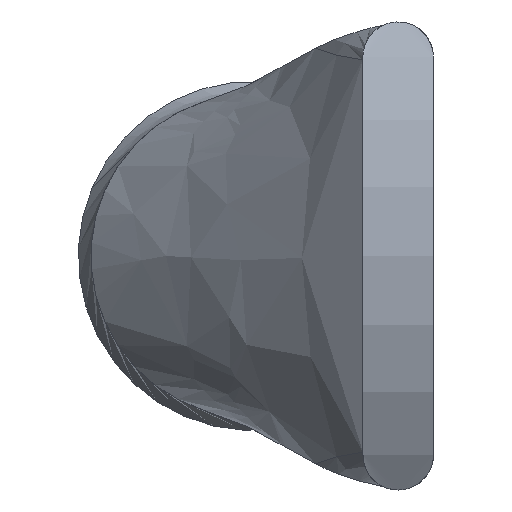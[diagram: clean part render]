
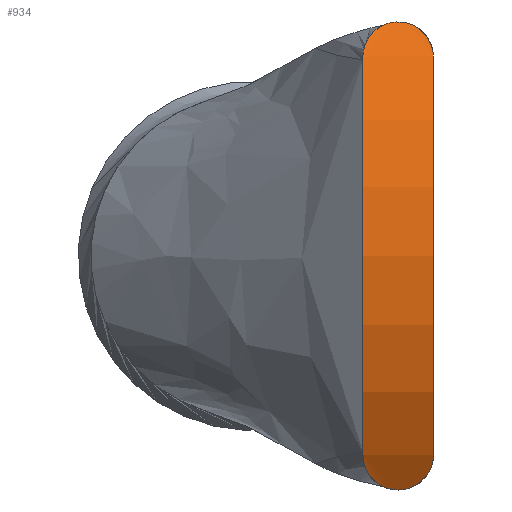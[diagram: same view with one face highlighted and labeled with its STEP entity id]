
A CAD part, left-side view. The second image highlights one B-rep face of the part: STEP entity #934.
In plain terms, the highlighted cylindrical face has radius 16.371 mm (diameter 32.741 mm), a partial arc.
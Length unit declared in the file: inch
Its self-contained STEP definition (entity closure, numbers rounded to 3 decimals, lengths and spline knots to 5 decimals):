
#44 = CARTESIAN_POINT ( 'NONE',  ( 0.20451, 0.055, 0. ) ) ;
#106 = CARTESIAN_POINT ( 'NONE',  ( -0.32705, 0.00788, -0.36447 ) ) ;
#127 = CARTESIAN_POINT ( 'NONE',  ( -0.36055, 0.055, -0.31 ) ) ;
#149 = CARTESIAN_POINT ( 'NONE',  ( -0.32726, 0.00978, -0.36416 ) ) ;
#162 = CARTESIAN_POINT ( 'NONE',  ( -0.33224, 0.02912, 0.3568 ) ) ;
#185 = CARTESIAN_POINT ( 'NONE',  ( 0.20451, 0.055, 0. ) ) ;
#189 = EDGE_CURVE ( 'NONE', #4285, #3782, #1167, .T. ) ;
#252 = CARTESIAN_POINT ( 'NONE',  ( -0.33502, 0.03501, 0.35257 ) ) ;
#330 = DIRECTION ( 'NONE',  ( 0., -1., 0. ) ) ;
#375 = ORIENTED_EDGE ( 'NONE', *, *, #4357, .T. ) ;
#483 = CARTESIAN_POINT ( 'NONE',  ( -0.35107, 0.05251, -0.32671 ) ) ;
#518 = CARTESIAN_POINT ( 'NONE',  ( -0.35867, -0.055, 0.31343 ) ) ;
#554 = CARTESIAN_POINT ( 'NONE',  ( -0.32809, -0.01537, -0.36295 ) ) ;
#560 = CARTESIAN_POINT ( 'NONE',  ( -0.34005, -0.04278, 0.34475 ) ) ;
#577 = CARTESIAN_POINT ( 'NONE',  ( -0.35292, -0.05373, -0.32361 ) ) ;
#599 = CARTESIAN_POINT ( 'NONE',  ( -0.35679, -0.055, -0.31686 ) ) ;
#603 = CARTESIAN_POINT ( 'NONE',  ( -0.34539, -0.0485, 0.33617 ) ) ;
#633 = AXIS2_PLACEMENT_3D ( 'NONE', #4574, #4551, #1333 ) ;
#682 = FACE_OUTER_BOUND ( 'NONE', #1254, .T. ) ;
#850 = CARTESIAN_POINT ( 'NONE',  ( -0.34002, 0.04273, -0.34481 ) ) ;
#887 = CARTESIAN_POINT ( 'NONE',  ( -0.36055, -0.055, 0.31 ) ) ;
#904 = CARTESIAN_POINT ( 'NONE',  ( -0.33227, -0.02921, -0.35674 ) ) ;
#910 = CARTESIAN_POINT ( 'NONE',  ( -0.35109, -0.05252, 0.32668 ) ) ;
#934 = ADVANCED_FACE ( 'NONE', ( #682 ), #4289, .T. ) ;
#1069 = ORIENTED_EDGE ( 'NONE', *, *, #189, .T. ) ;
#1167 = B_SPLINE_CURVE_WITH_KNOTS ( 'NONE', 3,
 ( #3418, #1247, #2706, #554, #4070, #1602, #904, #1929, #3679, #2317, #4397, #577, #599, #3375 ),
 .UNSPECIFIED., .F., .F.,
 ( 4, 2, 2, 2, 2, 2, 4 ),
 ( 0.50092, 0.5633, 0.62569, 0.68807, 0.75046, 0.87523, 1. ),
 .UNSPECIFIED. ) ;
#1179 = VERTEX_POINT ( 'NONE', #2908 ) ;
#1194 = CARTESIAN_POINT ( 'NONE',  ( -0.32669, 0., -0.365 ) ) ;
#1205 = DIRECTION ( 'NONE',  ( 0., -1., 0. ) ) ;
#1230 = CARTESIAN_POINT ( 'NONE',  ( -0.34156, 0.04501, 0.3424 ) ) ;
#1247 = CARTESIAN_POINT ( 'NONE',  ( -0.32669, -0.00389, -0.365 ) ) ;
#1253 = CARTESIAN_POINT ( 'NONE',  ( -0.32677, -0.00413, 0.36488 ) ) ;
#1254 = EDGE_LOOP ( 'NONE', ( #375, #4237, #1069, #3197, #4116 ) ) ;
#1297 = CARTESIAN_POINT ( 'NONE',  ( -0.33659, 0.03775, 0.35016 ) ) ;
#1333 = DIRECTION ( 'NONE',  ( 0., 0., -1. ) ) ;
#1388 = VERTEX_POINT ( 'NONE', #4003 ) ;
#1571 = CARTESIAN_POINT ( 'NONE',  ( -0.32676, 0.00396, -0.36489 ) ) ;
#1602 = CARTESIAN_POINT ( 'NONE',  ( -0.33099, -0.02591, -0.35866 ) ) ;
#1629 = CARTESIAN_POINT ( 'NONE',  ( -0.32895, -0.0192, 0.36168 ) ) ;
#1751 = DIRECTION ( 'NONE',  ( 0., 0., -1. ) ) ;
#1929 = CARTESIAN_POINT ( 'NONE',  ( -0.33506, -0.03508, -0.35251 ) ) ;
#1934 = CARTESIAN_POINT ( 'NONE',  ( -0.33095, 0.02581, 0.35871 ) ) ;
#1962 = CIRCLE ( 'NONE', #2263, 0.64451 ) ;
#1976 = B_SPLINE_CURVE_WITH_KNOTS ( 'NONE', 3,
 ( #127, #4369, #3346, #2980, #483, #3002, #2567, #3284, #850, #3647, #3325, #3304, #3970, #149, #106, #1571, #4349, #1194 ),
 .UNSPECIFIED., .F., .F.,
 ( 4, 2, 2, 2, 2, 2, 2, 2, 4 ),
 ( 0., 0.06261, 0.12523, 0.18784, 0.25046, 0.37569, 0.4383, 0.46961, 0.50092 ),
 .UNSPECIFIED. ) ;
#1977 = CARTESIAN_POINT ( 'NONE',  ( -0.36055, 0.055, 0.31 ) ) ;
#1998 = CARTESIAN_POINT ( 'NONE',  ( -0.32707, -0.00804, 0.36444 ) ) ;
#2020 = CARTESIAN_POINT ( 'NONE',  ( -0.32728, -0.00993, 0.36413 ) ) ;
#2190 = AXIS2_PLACEMENT_3D ( 'NONE', #44, #330, #1751 ) ;
#2215 = EDGE_CURVE ( 'NONE', #1388, #4285, #1976, .T. ) ;
#2263 = AXIS2_PLACEMENT_3D ( 'NONE', #185, #1205, #2323 ) ;
#2280 = CARTESIAN_POINT ( 'NONE',  ( -0.33213, -0.02963, 0.35696 ) ) ;
#2300 = CARTESIAN_POINT ( 'NONE',  ( -0.32668, 0.00371, 0.36501 ) ) ;
#2317 = CARTESIAN_POINT ( 'NONE',  ( -0.3416, -0.04504, -0.34234 ) ) ;
#2323 = DIRECTION ( 'NONE',  ( 0., 0., -1. ) ) ;
#2345 = CARTESIAN_POINT ( 'NONE',  ( -0.33501, -0.03548, 0.35263 ) ) ;
#2426 = VERTEX_POINT ( 'NONE', #3023 ) ;
#2526 = B_SPLINE_CURVE_WITH_KNOTS ( 'NONE', 3,
 ( #887, #518, #3015, #4401, #910, #3723, #603, #4096, #560, #2345, #2280, #1629, #4115, #2020, #1998, #1253, #2666, #2300, #3338, #3705, #4445, #1934, #162, #252, #1297, #1230, #2646, #4465, #4051, #1977 ),
 .UNSPECIFIED., .F., .F.,
 ( 4, 2, 2, 2, 2, 2, 2, 2, 2, 2, 2, 2, 2, 2, 4 ),
 ( 0., 0.0625, 0.125, 0.1875, 0.25, 0.375, 0.4375, 0.46875, 0.5, 0.5625, 0.625, 0.6875, 0.75, 0.875, 1. ),
 .UNSPECIFIED. ) ;
#2567 = CARTESIAN_POINT ( 'NONE',  ( -0.34536, 0.04847, -0.33622 ) ) ;
#2646 = CARTESIAN_POINT ( 'NONE',  ( -0.3453, 0.04874, 0.33639 ) ) ;
#2666 = CARTESIAN_POINT ( 'NONE',  ( -0.32669, -0.00211, 0.36499 ) ) ;
#2706 = CARTESIAN_POINT ( 'NONE',  ( -0.32698, -0.00782, -0.36458 ) ) ;
#2838 = CARTESIAN_POINT ( 'NONE',  ( -0.36055, -0.055, -0.31 ) ) ;
#2908 = CARTESIAN_POINT ( 'NONE',  ( -0.36055, -0.055, 0.31 ) ) ;
#2980 = CARTESIAN_POINT ( 'NONE',  ( -0.35295, 0.05343, -0.32349 ) ) ;
#3002 = CARTESIAN_POINT ( 'NONE',  ( -0.34724, 0.05002, -0.33313 ) ) ;
#3015 = CARTESIAN_POINT ( 'NONE',  ( -0.35676, -0.05468, 0.31684 ) ) ;
#3023 = CARTESIAN_POINT ( 'NONE',  ( -0.36055, 0.055, 0.31 ) ) ;
#3069 = CIRCLE ( 'NONE', #633, 0.64451 ) ;
#3195 = EDGE_CURVE ( 'NONE', #1179, #3782, #3069, .T. ) ;
#3197 = ORIENTED_EDGE ( 'NONE', *, *, #3195, .F. ) ;
#3284 = CARTESIAN_POINT ( 'NONE',  ( -0.34173, 0.0448, -0.34209 ) ) ;
#3304 = CARTESIAN_POINT ( 'NONE',  ( -0.32892, 0.01907, -0.36173 ) ) ;
#3325 = CARTESIAN_POINT ( 'NONE',  ( -0.33209, 0.02953, -0.35702 ) ) ;
#3338 = CARTESIAN_POINT ( 'NONE',  ( -0.32696, 0.00766, 0.3646 ) ) ;
#3346 = CARTESIAN_POINT ( 'NONE',  ( -0.35675, 0.05468, -0.31685 ) ) ;
#3375 = CARTESIAN_POINT ( 'NONE',  ( -0.36055, -0.055, -0.31 ) ) ;
#3418 = CARTESIAN_POINT ( 'NONE',  ( -0.32669, 0., -0.365 ) ) ;
#3422 = CARTESIAN_POINT ( 'NONE',  ( -0.32669, 0., -0.365 ) ) ;
#3647 = CARTESIAN_POINT ( 'NONE',  ( -0.33498, 0.03541, -0.35269 ) ) ;
#3679 = CARTESIAN_POINT ( 'NONE',  ( -0.33663, -0.03781, -0.3501 ) ) ;
#3705 = CARTESIAN_POINT ( 'NONE',  ( -0.32806, 0.01524, 0.36299 ) ) ;
#3723 = CARTESIAN_POINT ( 'NONE',  ( -0.34727, -0.05004, 0.33309 ) ) ;
#3782 = VERTEX_POINT ( 'NONE', #2838 ) ;
#3970 = CARTESIAN_POINT ( 'NONE',  ( -0.32811, 0.01548, -0.36292 ) ) ;
#4003 = CARTESIAN_POINT ( 'NONE',  ( -0.36055, 0.055, -0.31 ) ) ;
#4051 = CARTESIAN_POINT ( 'NONE',  ( -0.35678, 0.055, 0.31687 ) ) ;
#4070 = CARTESIAN_POINT ( 'NONE',  ( -0.32893, -0.0191, -0.36171 ) ) ;
#4096 = CARTESIAN_POINT ( 'NONE',  ( -0.34176, -0.04484, 0.34204 ) ) ;
#4115 = CARTESIAN_POINT ( 'NONE',  ( -0.32814, -0.01561, 0.36288 ) ) ;
#4116 = ORIENTED_EDGE ( 'NONE', *, *, #4300, .T. ) ;
#4237 = ORIENTED_EDGE ( 'NONE', *, *, #2215, .T. ) ;
#4285 = VERTEX_POINT ( 'NONE', #3422 ) ;
#4289 = CYLINDRICAL_SURFACE ( 'NONE', #2190, 0.64451 ) ;
#4300 = EDGE_CURVE ( 'NONE', #1179, #2426, #2526, .T. ) ;
#4349 = CARTESIAN_POINT ( 'NONE',  ( -0.32669, 0.00195, -0.365 ) ) ;
#4357 = EDGE_CURVE ( 'NONE', #2426, #1388, #1962, .T. ) ;
#4369 = CARTESIAN_POINT ( 'NONE',  ( -0.35867, 0.055, -0.31343 ) ) ;
#4397 = CARTESIAN_POINT ( 'NONE',  ( -0.34532, -0.04876, -0.33635 ) ) ;
#4401 = CARTESIAN_POINT ( 'NONE',  ( -0.35297, -0.05343, 0.32346 ) ) ;
#4445 = CARTESIAN_POINT ( 'NONE',  ( -0.3289, 0.01897, 0.36176 ) ) ;
#4465 = CARTESIAN_POINT ( 'NONE',  ( -0.3529, 0.05372, 0.32363 ) ) ;
#4551 = DIRECTION ( 'NONE',  ( 0., -1., 0. ) ) ;
#4574 = CARTESIAN_POINT ( 'NONE',  ( 0.20451, -0.055, 0. ) ) ;
